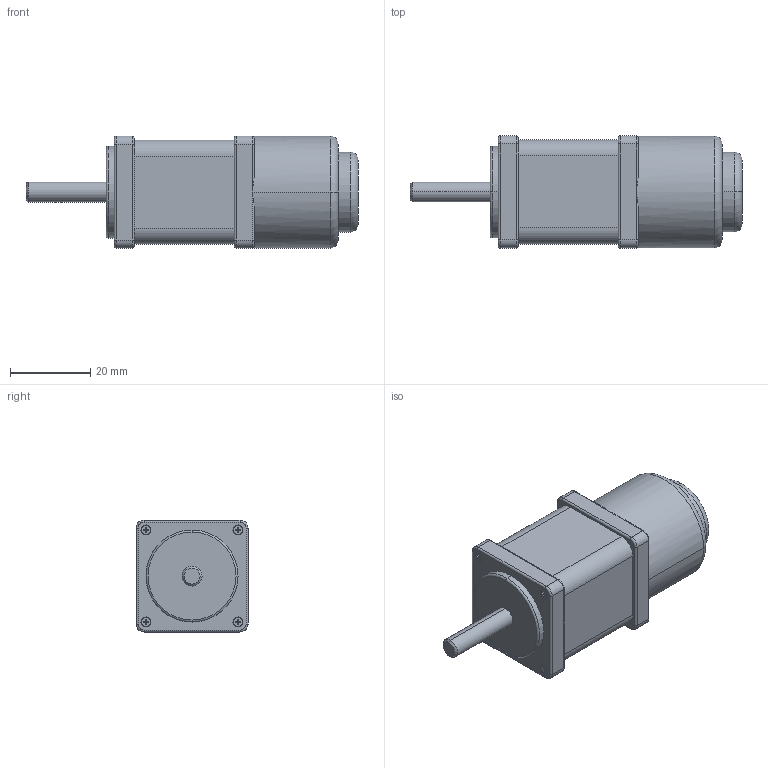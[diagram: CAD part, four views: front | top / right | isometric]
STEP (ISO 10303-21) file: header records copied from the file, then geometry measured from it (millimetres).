
FILE_DESCRIPTION((''),'2;1');
FILE_NAME('PRT0001','2017-04-07T',('Administrator'),(''),'PRO/ENGINEER BY PARAMETRIC TECHNOLOGY CORPORATION, 2010100','PRO/ENGINEER BY PARAMETRIC TECHNOLOGY CORPORATION, 2010100','');
FILE_SCHEMA(('CONFIG_CONTROL_DESIGN'));
Length unit declared in the file: millimetre
Products named in the file (1): PRT0001
Bounding box: 83 x 28 x 28 mm (x, y, z)
Volume: 39927.5 mm3; surface area: 7769.2 mm2
Topology: 1 solids, 1 shells, 163 faces, 386 edges, 242 vertices
Faces by surface type: plane 83, cylinder 56, torus 22, cone 2
Entity records: 4770 total; most frequent: CARTESIAN_POINT 871, DIRECTION 840, ORIENTED_EDGE 772, EDGE_CURVE 386, AXIS2_PLACEMENT_3D 299, VECTOR 242, LINE 242, VERTEX_POINT 242
